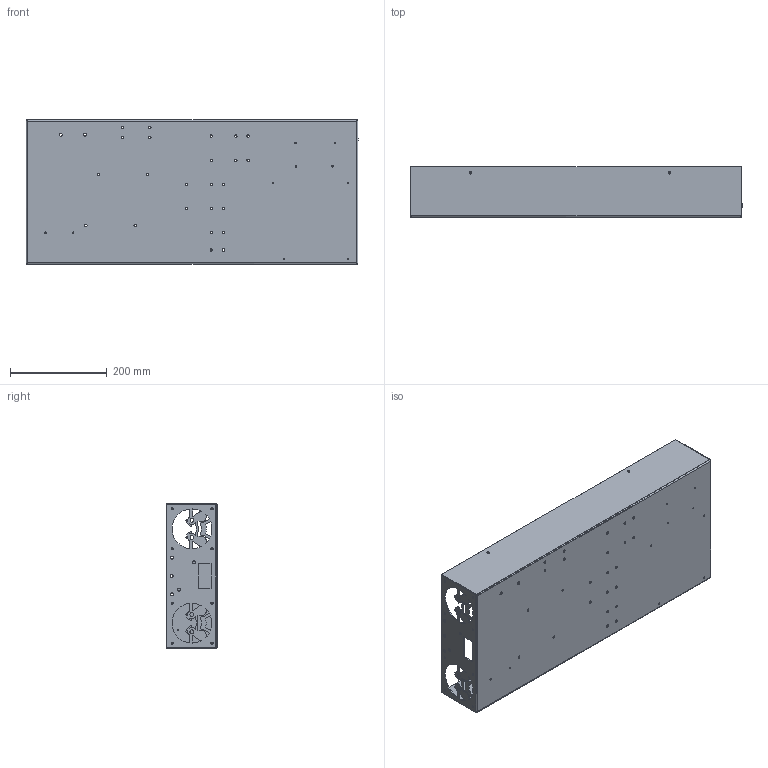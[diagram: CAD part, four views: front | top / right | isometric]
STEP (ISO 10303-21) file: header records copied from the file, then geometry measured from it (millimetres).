
FILE_DESCRIPTION (( 'STEP AP214' ), '1' );
FILE_NAME ('RPI_Rock_Raiders_Enclosure_Body.STEP', '2019-01-26T01:10:24', ( '' ), ( '' ), 'SwSTEP 2.0', 'SolidWorks 2017', '' );
FILE_SCHEMA (( 'AUTOMOTIVE_DESIGN' ));
Length unit declared in the file: inch
Products named in the file (1): RPI_Rock_Raiders_Enclosure_Body
Bounding box: 685.8 x 103.99 x 298.45 mm (x, y, z)
Volume: 635536.1 mm3; surface area: 791815.8 mm2
Topology: 1 solids, 1 shells, 355 faces, 1027 edges, 674 vertices
Faces by surface type: cylinder 271, plane 76, bspline 8
Entity records: 12667 total; most frequent: CARTESIAN_POINT 2461, DIRECTION 2221, ORIENTED_EDGE 2054, EDGE_CURVE 1027, AXIS2_PLACEMENT_3D 874, VERTEX_POINT 674, EDGE_LOOP 551, CIRCLE 526
